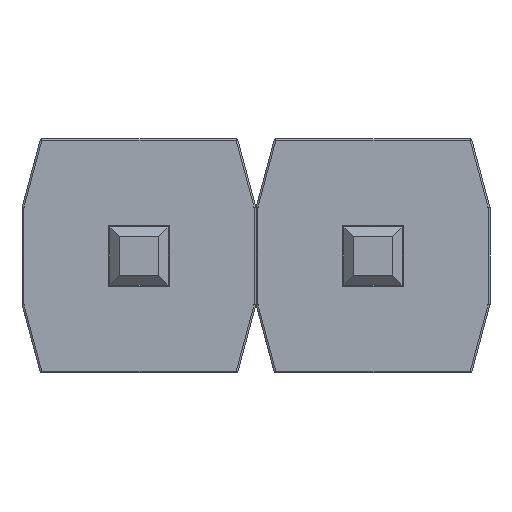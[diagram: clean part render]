
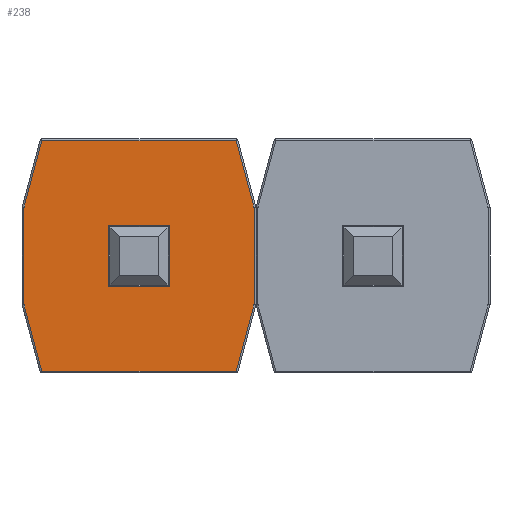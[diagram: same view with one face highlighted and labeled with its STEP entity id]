
A CAD part, front view. The second image highlights one B-rep face of the part: STEP entity #238.
In plain terms, the highlighted planar face has unit normal (0, -1, 0).
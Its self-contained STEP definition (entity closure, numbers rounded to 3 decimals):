
#238=ADVANCED_FACE('',(#814,#816),#818,.F.);
#814=FACE_BOUND('',#815,.T.);
#815=EDGE_LOOP('',(#1269,#1270,#1271,#1272,#1273,#1274,#1275,#1276));
#816=FACE_BOUND('',#817,.T.);
#817=EDGE_LOOP('',(#1277,#1278,#1279,#1280));
#818=PLANE('',#819);
#819=AXIS2_PLACEMENT_3D('',#820,#821,#822);
#820=CARTESIAN_POINT('',(0.,0.,0.));
#821=DIRECTION('',(0.,1.,0.));
#822=DIRECTION('',(0.,0.,1.));
#1269=ORIENTED_EDGE('',*,*,#1533,.T.);
#1270=ORIENTED_EDGE('',*,*,#1534,.T.);
#1271=ORIENTED_EDGE('',*,*,#1535,.T.);
#1272=ORIENTED_EDGE('',*,*,#1536,.T.);
#1273=ORIENTED_EDGE('',*,*,#1537,.T.);
#1274=ORIENTED_EDGE('',*,*,#1538,.T.);
#1275=ORIENTED_EDGE('',*,*,#1539,.T.);
#1276=ORIENTED_EDGE('',*,*,#1540,.T.);
#1277=ORIENTED_EDGE('',*,*,#1541,.T.);
#1278=ORIENTED_EDGE('',*,*,#1542,.T.);
#1279=ORIENTED_EDGE('',*,*,#1543,.T.);
#1280=ORIENTED_EDGE('',*,*,#1544,.T.);
#1533=EDGE_CURVE('',#1677,#1678,#1679,.T.);
#1534=EDGE_CURVE('',#1678,#1680,#1681,.T.);
#1535=EDGE_CURVE('',#1680,#1682,#1683,.T.);
#1536=EDGE_CURVE('',#1682,#1684,#1685,.T.);
#1537=EDGE_CURVE('',#1684,#1686,#1687,.T.);
#1538=EDGE_CURVE('',#1686,#1688,#1689,.T.);
#1539=EDGE_CURVE('',#1688,#1690,#1691,.T.);
#1540=EDGE_CURVE('',#1690,#1677,#1692,.T.);
#1541=EDGE_CURVE('',#1693,#1694,#1695,.T.);
#1542=EDGE_CURVE('',#1694,#1696,#1697,.T.);
#1543=EDGE_CURVE('',#1696,#1698,#1699,.T.);
#1544=EDGE_CURVE('',#1698,#1693,#1700,.T.);
#1677=VERTEX_POINT('',#1905);
#1678=VERTEX_POINT('',#1906);
#1679=LINE('',#1907,#1908);
#1680=VERTEX_POINT('',#1910);
#1681=LINE('',#1911,#1912);
#1682=VERTEX_POINT('',#1914);
#1683=LINE('',#1915,#1916);
#1684=VERTEX_POINT('',#1918);
#1685=LINE('',#1919,#1920);
#1686=VERTEX_POINT('',#1922);
#1687=LINE('',#1923,#1924);
#1688=VERTEX_POINT('',#1926);
#1689=LINE('',#1927,#1928);
#1690=VERTEX_POINT('',#1930);
#1691=LINE('',#1931,#1932);
#1692=LINE('',#1934,#1935);
#1693=VERTEX_POINT('',#1937);
#1694=VERTEX_POINT('',#1938);
#1695=LINE('',#1939,#1940);
#1696=VERTEX_POINT('',#1942);
#1697=LINE('',#1943,#1944);
#1698=VERTEX_POINT('',#1946);
#1699=LINE('',#1947,#1948);
#1700=LINE('',#1950,#1951);
#1905=CARTESIAN_POINT('',(1.055,0.,1.25));
#1906=CARTESIAN_POINT('',(-1.055,0.,1.25));
#1907=CARTESIAN_POINT('',(1.055,0.,1.25));
#1908=VECTOR('',#1909,1.);
#1909=DIRECTION('',(-1.,0.,0.));
#1910=CARTESIAN_POINT('',(-1.25,0.,0.521));
#1911=CARTESIAN_POINT('',(-1.055,0.,1.25));
#1912=VECTOR('',#1913,1.);
#1913=DIRECTION('',(-0.259,0.,-0.966));
#1914=CARTESIAN_POINT('',(-1.25,0.,-0.521));
#1915=CARTESIAN_POINT('',(-1.25,0.,0.521));
#1916=VECTOR('',#1917,1.);
#1917=DIRECTION('',(0.,0.,-1.));
#1918=CARTESIAN_POINT('',(-1.055,0.,-1.25));
#1919=CARTESIAN_POINT('',(-1.25,0.,-0.521));
#1920=VECTOR('',#1921,1.);
#1921=DIRECTION('',(0.259,0.,-0.966));
#1922=CARTESIAN_POINT('',(1.055,0.,-1.25));
#1923=CARTESIAN_POINT('',(-1.055,0.,-1.25));
#1924=VECTOR('',#1925,1.);
#1925=DIRECTION('',(1.,0.,0.));
#1926=CARTESIAN_POINT('',(1.25,0.,-0.521));
#1927=CARTESIAN_POINT('',(1.055,0.,-1.25));
#1928=VECTOR('',#1929,1.);
#1929=DIRECTION('',(0.259,0.,0.966));
#1930=CARTESIAN_POINT('',(1.25,0.,0.521));
#1931=CARTESIAN_POINT('',(1.25,0.,-0.521));
#1932=VECTOR('',#1933,1.);
#1933=DIRECTION('',(0.,0.,1.));
#1934=CARTESIAN_POINT('',(1.25,0.,0.521));
#1935=VECTOR('',#1936,1.);
#1936=DIRECTION('',(-0.259,0.,0.966));
#1937=CARTESIAN_POINT('',(-0.335,0.,-0.335));
#1938=CARTESIAN_POINT('',(-0.335,0.,0.335));
#1939=CARTESIAN_POINT('',(-0.335,0.,-0.335));
#1940=VECTOR('',#1941,1.);
#1941=DIRECTION('',(0.,0.,1.));
#1942=CARTESIAN_POINT('',(0.335,0.,0.335));
#1943=CARTESIAN_POINT('',(-0.335,0.,0.335));
#1944=VECTOR('',#1945,1.);
#1945=DIRECTION('',(1.,0.,0.));
#1946=CARTESIAN_POINT('',(0.335,0.,-0.335));
#1947=CARTESIAN_POINT('',(0.335,0.,0.335));
#1948=VECTOR('',#1949,1.);
#1949=DIRECTION('',(0.,0.,-1.));
#1950=CARTESIAN_POINT('',(0.335,0.,-0.335));
#1951=VECTOR('',#1952,1.);
#1952=DIRECTION('',(-1.,0.,0.));
